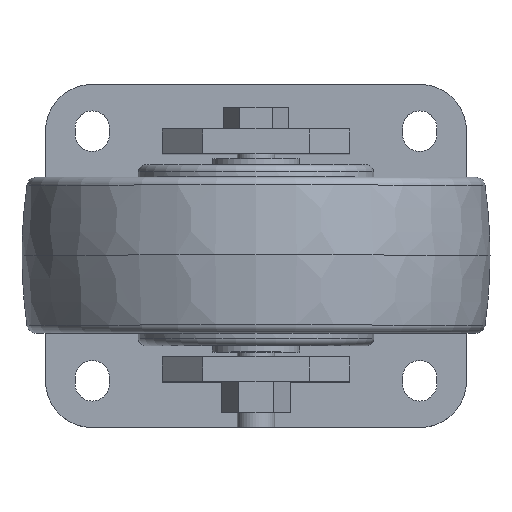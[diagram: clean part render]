
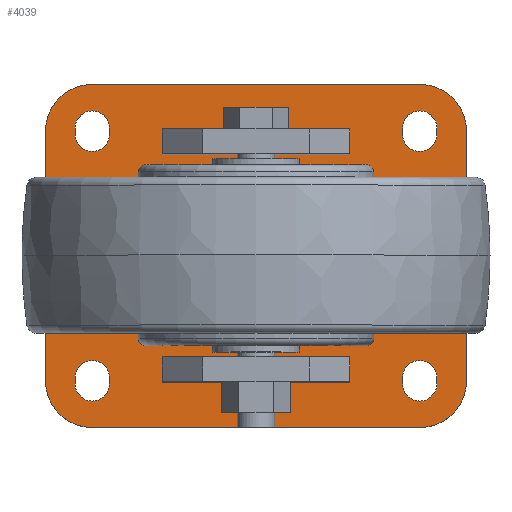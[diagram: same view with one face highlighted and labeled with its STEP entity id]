
A CAD part, top view. The second image highlights one B-rep face of the part: STEP entity #4039.
In plain terms, the highlighted planar face has unit normal (0, 0, 1).
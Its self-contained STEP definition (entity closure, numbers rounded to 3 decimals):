
#338=PLANE('',#12160);
#732=FACE_OUTER_BOUND('',#4980,.T.);
#2369=LINE('',#15505,#3105);
#2395=LINE('',#16681,#3131);
#2408=LINE('',#17160,#3144);
#2409=LINE('',#17162,#3145);
#2410=LINE('',#17164,#3146);
#2411=LINE('',#17165,#3147);
#2412=LINE('',#17170,#3148);
#2413=LINE('',#17174,#3149);
#2414=LINE('',#17178,#3150);
#2415=LINE('',#17181,#3151);
#2416=LINE('',#17186,#3152);
#2417=LINE('',#17189,#3153);
#2418=LINE('',#17194,#3154);
#2419=LINE('',#17197,#3155);
#2420=LINE('',#17202,#3156);
#2421=LINE('',#17205,#3157);
#2422=LINE('',#17210,#3158);
#2423=LINE('',#17213,#3159);
#2424=LINE('',#17215,#3160);
#2425=LINE('',#17217,#3161);
#3105=VECTOR('',#12769,1.);
#3131=VECTOR('',#12829,1.);
#3144=VECTOR('',#12846,1.);
#3145=VECTOR('',#12847,1.);
#3146=VECTOR('',#12848,1.);
#3147=VECTOR('',#12849,1.);
#3148=VECTOR('',#12852,1.);
#3149=VECTOR('',#12855,1.);
#3150=VECTOR('',#12858,1.);
#3151=VECTOR('',#12861,1.);
#3152=VECTOR('',#12864,1.);
#3153=VECTOR('',#12867,1.);
#3154=VECTOR('',#12870,1.);
#3155=VECTOR('',#12873,1.);
#3156=VECTOR('',#12876,1.);
#3157=VECTOR('',#12879,1.);
#3158=VECTOR('',#12882,1.);
#3159=VECTOR('',#12885,1.);
#3160=VECTOR('',#12886,1.);
#3161=VECTOR('',#12887,1.);
#4039=ADVANCED_FACE('',(#4801,#732,#4802,#4803,#4804,#4805,#4806),#338,.T.);
#4801=FACE_BOUND('',#4979,.T.);
#4802=FACE_BOUND('',#4981,.T.);
#4803=FACE_BOUND('',#4982,.T.);
#4804=FACE_BOUND('',#4983,.T.);
#4805=FACE_BOUND('',#4984,.T.);
#4806=FACE_BOUND('',#4985,.T.);
#4979=EDGE_LOOP('',(#6153,#6154,#6155,#6156));
#4980=EDGE_LOOP('',(#6157,#6158,#6159,#6160,#6161,#6162,#6163,#6164));
#4981=EDGE_LOOP('',(#6165,#6166,#6167,#6168));
#4982=EDGE_LOOP('',(#6169,#6170,#6171,#6172));
#4983=EDGE_LOOP('',(#6173,#6174,#6175,#6176));
#4984=EDGE_LOOP('',(#6177,#6178,#6179,#6180));
#4985=EDGE_LOOP('',(#6181,#6182,#6183,#6184));
#6153=ORIENTED_EDGE('',*,*,#10378,.F.);
#6154=ORIENTED_EDGE('',*,*,#10692,.F.);
#6155=ORIENTED_EDGE('',*,*,#10693,.F.);
#6156=ORIENTED_EDGE('',*,*,#10694,.F.);
#6157=ORIENTED_EDGE('',*,*,#10695,.F.);
#6158=ORIENTED_EDGE('',*,*,#10696,.T.);
#6159=ORIENTED_EDGE('',*,*,#10697,.F.);
#6160=ORIENTED_EDGE('',*,*,#10698,.T.);
#6161=ORIENTED_EDGE('',*,*,#10699,.F.);
#6162=ORIENTED_EDGE('',*,*,#10700,.T.);
#6163=ORIENTED_EDGE('',*,*,#10701,.F.);
#6164=ORIENTED_EDGE('',*,*,#10702,.T.);
#6165=ORIENTED_EDGE('',*,*,#10703,.F.);
#6166=ORIENTED_EDGE('',*,*,#10704,.T.);
#6167=ORIENTED_EDGE('',*,*,#10705,.T.);
#6168=ORIENTED_EDGE('',*,*,#10706,.T.);
#6169=ORIENTED_EDGE('',*,*,#10707,.F.);
#6170=ORIENTED_EDGE('',*,*,#10708,.T.);
#6171=ORIENTED_EDGE('',*,*,#10709,.T.);
#6172=ORIENTED_EDGE('',*,*,#10710,.T.);
#6173=ORIENTED_EDGE('',*,*,#10711,.F.);
#6174=ORIENTED_EDGE('',*,*,#10712,.T.);
#6175=ORIENTED_EDGE('',*,*,#10713,.T.);
#6176=ORIENTED_EDGE('',*,*,#10714,.T.);
#6177=ORIENTED_EDGE('',*,*,#10715,.F.);
#6178=ORIENTED_EDGE('',*,*,#10716,.T.);
#6179=ORIENTED_EDGE('',*,*,#10717,.T.);
#6180=ORIENTED_EDGE('',*,*,#10718,.T.);
#6181=ORIENTED_EDGE('',*,*,#10719,.T.);
#6182=ORIENTED_EDGE('',*,*,#10601,.T.);
#6183=ORIENTED_EDGE('',*,*,#10720,.T.);
#6184=ORIENTED_EDGE('',*,*,#10721,.T.);
#9229=VERTEX_POINT('',#15504);
#9230=VERTEX_POINT('',#15506);
#9448=VERTEX_POINT('',#16672);
#9452=VERTEX_POINT('',#16680);
#9543=VERTEX_POINT('',#17161);
#9544=VERTEX_POINT('',#17163);
#9545=VERTEX_POINT('',#17166);
#9546=VERTEX_POINT('',#17167);
#9547=VERTEX_POINT('',#17169);
#9548=VERTEX_POINT('',#17171);
#9549=VERTEX_POINT('',#17173);
#9550=VERTEX_POINT('',#17175);
#9551=VERTEX_POINT('',#17177);
#9552=VERTEX_POINT('',#17179);
#9553=VERTEX_POINT('',#17182);
#9554=VERTEX_POINT('',#17183);
#9555=VERTEX_POINT('',#17185);
#9556=VERTEX_POINT('',#17187);
#9557=VERTEX_POINT('',#17190);
#9558=VERTEX_POINT('',#17191);
#9559=VERTEX_POINT('',#17193);
#9560=VERTEX_POINT('',#17195);
#9561=VERTEX_POINT('',#17198);
#9562=VERTEX_POINT('',#17199);
#9563=VERTEX_POINT('',#17201);
#9564=VERTEX_POINT('',#17203);
#9565=VERTEX_POINT('',#17206);
#9566=VERTEX_POINT('',#17207);
#9567=VERTEX_POINT('',#17209);
#9568=VERTEX_POINT('',#17211);
#9569=VERTEX_POINT('',#17214);
#9570=VERTEX_POINT('',#17216);
#10378=EDGE_CURVE('',#9229,#9230,#2369,.T.);
#10601=EDGE_CURVE('',#9448,#9452,#2395,.T.);
#10692=EDGE_CURVE('',#9543,#9229,#2408,.T.);
#10693=EDGE_CURVE('',#9544,#9543,#2409,.T.);
#10694=EDGE_CURVE('',#9230,#9544,#2410,.T.);
#10695=EDGE_CURVE('',#9545,#9546,#2411,.T.);
#10696=EDGE_CURVE('',#9545,#9547,#11985,.T.);
#10697=EDGE_CURVE('',#9548,#9547,#2412,.T.);
#10698=EDGE_CURVE('',#9548,#9549,#11986,.T.);
#10699=EDGE_CURVE('',#9550,#9549,#2413,.T.);
#10700=EDGE_CURVE('',#9550,#9551,#11987,.T.);
#10701=EDGE_CURVE('',#9552,#9551,#2414,.T.);
#10702=EDGE_CURVE('',#9552,#9546,#11988,.T.);
#10703=EDGE_CURVE('',#9553,#9554,#2415,.T.);
#10704=EDGE_CURVE('',#9553,#9555,#11989,.T.);
#10705=EDGE_CURVE('',#9555,#9556,#2416,.T.);
#10706=EDGE_CURVE('',#9556,#9554,#11990,.T.);
#10707=EDGE_CURVE('',#9557,#9558,#2417,.T.);
#10708=EDGE_CURVE('',#9557,#9559,#11991,.T.);
#10709=EDGE_CURVE('',#9559,#9560,#2418,.T.);
#10710=EDGE_CURVE('',#9560,#9558,#11992,.T.);
#10711=EDGE_CURVE('',#9561,#9562,#2419,.T.);
#10712=EDGE_CURVE('',#9561,#9563,#11993,.T.);
#10713=EDGE_CURVE('',#9563,#9564,#2420,.T.);
#10714=EDGE_CURVE('',#9564,#9562,#11994,.T.);
#10715=EDGE_CURVE('',#9565,#9566,#2421,.T.);
#10716=EDGE_CURVE('',#9565,#9567,#11995,.T.);
#10717=EDGE_CURVE('',#9567,#9568,#2422,.T.);
#10718=EDGE_CURVE('',#9568,#9566,#11996,.T.);
#10719=EDGE_CURVE('',#9569,#9448,#2423,.T.);
#10720=EDGE_CURVE('',#9452,#9570,#2424,.T.);
#10721=EDGE_CURVE('',#9570,#9569,#2425,.T.);
#11985=CIRCLE('',#12148,15.);
#11986=CIRCLE('',#12149,15.);
#11987=CIRCLE('',#12150,15.);
#11988=CIRCLE('',#12151,15.);
#11989=CIRCLE('',#12152,5.5);
#11990=CIRCLE('',#12153,5.5);
#11991=CIRCLE('',#12154,5.5);
#11992=CIRCLE('',#12155,5.5);
#11993=CIRCLE('',#12156,5.5);
#11994=CIRCLE('',#12157,5.5);
#11995=CIRCLE('',#12158,5.5);
#11996=CIRCLE('',#12159,5.5);
#12148=AXIS2_PLACEMENT_3D('',#17168,#12850,#12851);
#12149=AXIS2_PLACEMENT_3D('',#17172,#12853,#12854);
#12150=AXIS2_PLACEMENT_3D('',#17176,#12856,#12857);
#12151=AXIS2_PLACEMENT_3D('',#17180,#12859,#12860);
#12152=AXIS2_PLACEMENT_3D('',#17184,#12862,#12863);
#12153=AXIS2_PLACEMENT_3D('',#17188,#12865,#12866);
#12154=AXIS2_PLACEMENT_3D('',#17192,#12868,#12869);
#12155=AXIS2_PLACEMENT_3D('',#17196,#12871,#12872);
#12156=AXIS2_PLACEMENT_3D('',#17200,#12874,#12875);
#12157=AXIS2_PLACEMENT_3D('',#17204,#12877,#12878);
#12158=AXIS2_PLACEMENT_3D('',#17208,#12880,#12881);
#12159=AXIS2_PLACEMENT_3D('',#17212,#12883,#12884);
#12160=AXIS2_PLACEMENT_3D('',#17218,#12888,#12889);
#12769=DIRECTION('',(1.,0.,0.));
#12829=DIRECTION('',(1.,0.,0.));
#12846=DIRECTION('',(0.,-1.,0.));
#12847=DIRECTION('',(-1.,0.,0.));
#12848=DIRECTION('',(0.,1.,0.));
#12849=DIRECTION('',(1.,0.,0.));
#12850=DIRECTION('',(0.,0.,1.));
#12851=DIRECTION('',(1.,0.,0.));
#12852=DIRECTION('',(0.,1.,0.));
#12853=DIRECTION('',(0.,0.,1.));
#12854=DIRECTION('',(1.,0.,0.));
#12855=DIRECTION('',(-1.,0.,0.));
#12856=DIRECTION('',(0.,0.,1.));
#12857=DIRECTION('',(1.,0.,0.));
#12858=DIRECTION('',(0.,-1.,0.));
#12859=DIRECTION('',(0.,0.,1.));
#12860=DIRECTION('',(1.,0.,0.));
#12861=DIRECTION('',(0.,-1.,0.));
#12862=DIRECTION('',(0.,0.,-1.));
#12863=DIRECTION('',(-1.,0.,0.));
#12864=DIRECTION('',(0.,-1.,0.));
#12865=DIRECTION('',(0.,0.,-1.));
#12866=DIRECTION('',(-1.,0.,0.));
#12867=DIRECTION('',(0.,-1.,0.));
#12868=DIRECTION('',(0.,0.,-1.));
#12869=DIRECTION('',(-1.,0.,0.));
#12870=DIRECTION('',(0.,-1.,0.));
#12871=DIRECTION('',(0.,0.,-1.));
#12872=DIRECTION('',(-1.,0.,0.));
#12873=DIRECTION('',(0.,-1.,0.));
#12874=DIRECTION('',(0.,0.,-1.));
#12875=DIRECTION('',(-1.,0.,0.));
#12876=DIRECTION('',(0.,-1.,0.));
#12877=DIRECTION('',(0.,0.,-1.));
#12878=DIRECTION('',(-1.,0.,0.));
#12879=DIRECTION('',(0.,-1.,0.));
#12880=DIRECTION('',(0.,0.,-1.));
#12881=DIRECTION('',(-1.,0.,0.));
#12882=DIRECTION('',(0.,-1.,0.));
#12883=DIRECTION('',(0.,0.,-1.));
#12884=DIRECTION('',(-1.,0.,0.));
#12885=DIRECTION('',(0.,1.,0.));
#12886=DIRECTION('',(0.,-1.,0.));
#12887=DIRECTION('',(-1.,0.,0.));
#12888=DIRECTION('',(0.,0.,1.));
#12889=DIRECTION('',(1.,0.,0.));
#15504=CARTESIAN_POINT('',(-30.,-40.5,8.));
#15505=CARTESIAN_POINT('',(-30.,-40.5,8.));
#15506=CARTESIAN_POINT('',(30.,-40.5,8.));
#16672=CARTESIAN_POINT('',(-30.,40.5,8.));
#16680=CARTESIAN_POINT('',(30.,40.5,8.));
#16681=CARTESIAN_POINT('',(-30.,40.5,8.));
#17160=CARTESIAN_POINT('',(-30.,-32.5,8.));
#17161=CARTESIAN_POINT('',(-30.,-32.5,8.));
#17162=CARTESIAN_POINT('',(30.,-32.5,8.));
#17163=CARTESIAN_POINT('',(30.,-32.5,8.));
#17164=CARTESIAN_POINT('',(30.,-40.5,8.));
#17165=CARTESIAN_POINT('',(-67.5,55.,8.));
#17166=CARTESIAN_POINT('',(-52.5,55.,8.));
#17167=CARTESIAN_POINT('',(52.5,55.,8.));
#17168=CARTESIAN_POINT('',(-52.5,40.,8.));
#17169=CARTESIAN_POINT('',(-67.5,40.,8.));
#17170=CARTESIAN_POINT('',(-67.5,-55.,8.));
#17171=CARTESIAN_POINT('',(-67.5,-40.,8.));
#17172=CARTESIAN_POINT('',(-52.5,-40.,8.));
#17173=CARTESIAN_POINT('',(-52.5,-55.,8.));
#17174=CARTESIAN_POINT('',(67.5,-55.,8.));
#17175=CARTESIAN_POINT('',(52.5,-55.,8.));
#17176=CARTESIAN_POINT('',(52.5,-40.,8.));
#17177=CARTESIAN_POINT('',(67.5,-40.,8.));
#17178=CARTESIAN_POINT('',(67.5,55.,8.));
#17179=CARTESIAN_POINT('',(67.5,40.,8.));
#17180=CARTESIAN_POINT('',(52.5,40.,8.));
#17181=CARTESIAN_POINT('',(-58.,41.,8.));
#17182=CARTESIAN_POINT('',(-58.,41.,8.));
#17183=CARTESIAN_POINT('',(-58.,39.,8.));
#17184=CARTESIAN_POINT('',(-52.5,41.,8.));
#17185=CARTESIAN_POINT('',(-47.,41.,8.));
#17186=CARTESIAN_POINT('',(-47.,41.,8.));
#17187=CARTESIAN_POINT('',(-47.,39.,8.));
#17188=CARTESIAN_POINT('',(-52.5,39.,8.));
#17189=CARTESIAN_POINT('',(-58.,-39.,8.));
#17190=CARTESIAN_POINT('',(-58.,-39.,8.));
#17191=CARTESIAN_POINT('',(-58.,-41.,8.));
#17192=CARTESIAN_POINT('',(-52.5,-39.,8.));
#17193=CARTESIAN_POINT('',(-47.,-39.,8.));
#17194=CARTESIAN_POINT('',(-47.,-39.,8.));
#17195=CARTESIAN_POINT('',(-47.,-41.,8.));
#17196=CARTESIAN_POINT('',(-52.5,-41.,8.));
#17197=CARTESIAN_POINT('',(47.,41.,8.));
#17198=CARTESIAN_POINT('',(47.,41.,8.));
#17199=CARTESIAN_POINT('',(47.,39.,8.));
#17200=CARTESIAN_POINT('',(52.5,41.,8.));
#17201=CARTESIAN_POINT('',(58.,41.,8.));
#17202=CARTESIAN_POINT('',(58.,41.,8.));
#17203=CARTESIAN_POINT('',(58.,39.,8.));
#17204=CARTESIAN_POINT('',(52.5,39.,8.));
#17205=CARTESIAN_POINT('',(47.,-39.,8.));
#17206=CARTESIAN_POINT('',(47.,-39.,8.));
#17207=CARTESIAN_POINT('',(47.,-41.,8.));
#17208=CARTESIAN_POINT('',(52.5,-39.,8.));
#17209=CARTESIAN_POINT('',(58.,-39.,8.));
#17210=CARTESIAN_POINT('',(58.,-39.,8.));
#17211=CARTESIAN_POINT('',(58.,-41.,8.));
#17212=CARTESIAN_POINT('',(52.5,-41.,8.));
#17213=CARTESIAN_POINT('',(-30.,32.5,8.));
#17214=CARTESIAN_POINT('',(-30.,32.5,8.));
#17215=CARTESIAN_POINT('',(30.,40.5,8.));
#17216=CARTESIAN_POINT('',(30.,32.5,8.));
#17217=CARTESIAN_POINT('',(30.,32.5,8.));
#17218=CARTESIAN_POINT('',(67.5,-55.,8.));
